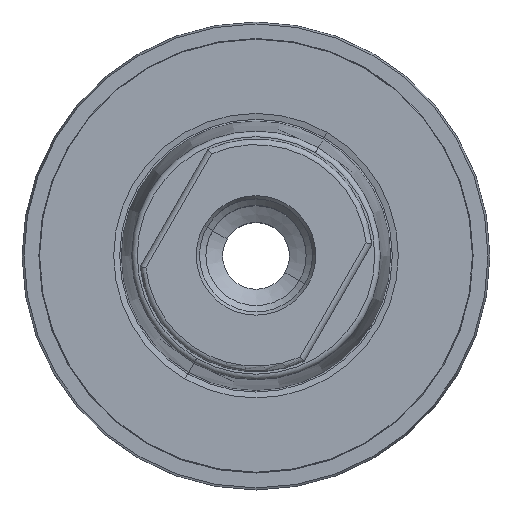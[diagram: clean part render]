
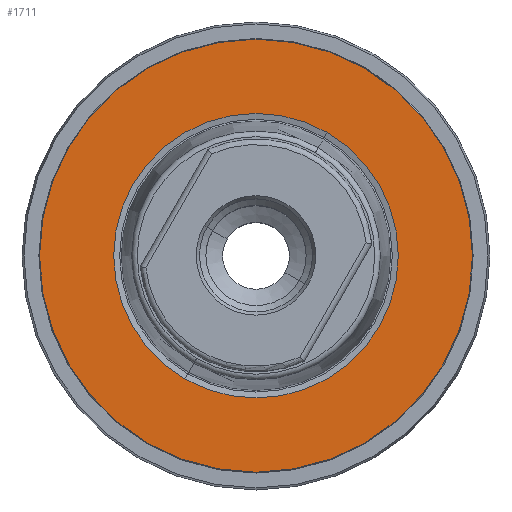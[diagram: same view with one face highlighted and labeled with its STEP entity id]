
A CAD part, top view. The second image highlights one B-rep face of the part: STEP entity #1711.
In plain terms, the highlighted planar face has unit normal (0, 0, 1).
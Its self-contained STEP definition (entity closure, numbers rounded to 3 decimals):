
#599=CARTESIAN_POINT('',(0.,0.,0.));
#600=DIRECTION('',(0.,0.,-1.));
#601=DIRECTION('',(-0.5,-0.866,0.));
#602=AXIS2_PLACEMENT_3D('',#599,#600,#601);
#621=CARTESIAN_POINT('',(0.,0.,0.));
#622=DIRECTION('',(0.,0.,1.));
#623=DIRECTION('',(-0.5,-0.866,0.));
#624=AXIS2_PLACEMENT_3D('',#621,#622,#623);
#629=CARTESIAN_POINT('',(0.,0.,0.));
#630=DIRECTION('',(0.,0.,-1.));
#631=DIRECTION('',(0.,1.,0.));
#632=AXIS2_PLACEMENT_3D('',#629,#630,#631);
#637=CARTESIAN_POINT('',(0.,0.,0.));
#638=DIRECTION('',(0.,0.,-1.));
#639=DIRECTION('',(0.,-1.,0.));
#640=AXIS2_PLACEMENT_3D('',#637,#638,#639);
#1053=CARTESIAN_POINT('',(-6.388,-11.064,0.));
#1055=VERTEX_POINT('',#1053);
#1063=CARTESIAN_POINT('',(6.388,11.064,0.));
#1065=VERTEX_POINT('',#1063);
#1159=CARTESIAN_POINT('',(0.,19.442,0.));
#1160=VERTEX_POINT('',#1159);
#1161=CARTESIAN_POINT('',(0.,-19.442,0.));
#1162=VERTEX_POINT('',#1161);
#1696=CARTESIAN_POINT('',(0.,0.,0.));
#1697=DIRECTION('',(0.,0.,-1.));
#1698=DIRECTION('',(0.5,0.866,0.));
#1699=AXIS2_PLACEMENT_3D('',#1696,#1697,#1698);
#1700=PLANE('',#1699);
#1702=ORIENTED_EDGE('',*,*,#1701,.T.);
#1704=ORIENTED_EDGE('',*,*,#1703,.T.);
#1705=EDGE_LOOP('',(#1702,#1704));
#1706=FACE_OUTER_BOUND('',#1705,.F.);
#1707=ORIENTED_EDGE('',*,*,#1675,.F.);
#1708=ORIENTED_EDGE('',*,*,#1691,.T.);
#1709=EDGE_LOOP('',(#1707,#1708));
#1710=FACE_BOUND('',#1709,.F.);
#603=CIRCLE('',#602,12.776);
#625=CIRCLE('',#624,12.776);
#633=CIRCLE('',#632,19.442);
#641=CIRCLE('',#640,19.442);
#1675=EDGE_CURVE('',#1055,#1065,#603,.T.);
#1691=EDGE_CURVE('',#1055,#1065,#625,.T.);
#1701=EDGE_CURVE('',#1160,#1162,#633,.T.);
#1703=EDGE_CURVE('',#1162,#1160,#641,.T.);
#1711=ADVANCED_FACE('',(#1706,#1710),#1700,.F.);
